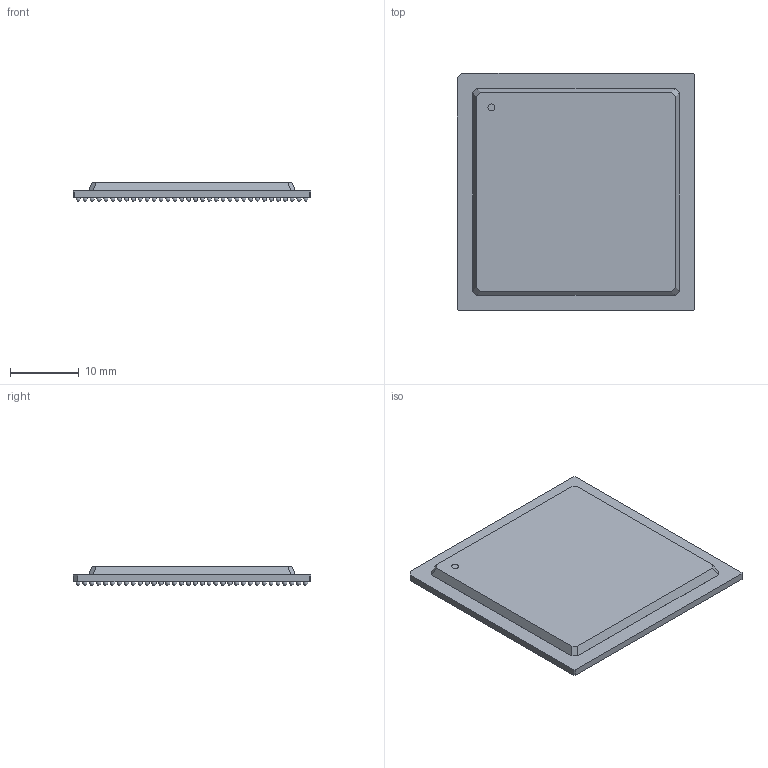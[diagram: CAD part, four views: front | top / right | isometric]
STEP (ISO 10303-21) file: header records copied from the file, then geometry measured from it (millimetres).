
FILE_DESCRIPTION(/* description */ ('model of BGA-1156_35.0x35.0mm_Layout34x34_P1.0mm'),/* implementation_level */ '2;1');
FILE_NAME(/* name */ 'BGA-1156_35.0x35.0mm_Layout34x34_P1.0mm.step',/* time_stamp */ '2017-12-08T18:33:39',/* author */ ('kicad StepUp','ksu'),/* organization */ ('FreeCAD'),/* preprocessor_version */ 'OCC',/* originating_system */ 'kicad StepUp',/* authorisation */ '');
FILE_SCHEMA(('AUTOMOTIVE_DESIGN { 1 0 10303 214 1 1 1 1 }'));
Length unit declared in the file: millimetre
Products named in the file (1): BGA_1156_350x350mm_Layout34x34_P10mm
Bounding box: 34.5 x 34.5 x 2.71 mm (x, y, z)
Volume: 2243.9 mm3; surface area: 2717.3 mm2
Topology: 1 solids, 1 shells, 161 faces, 463 edges, 306 vertices
Faces by surface type: sphere 132, plane 24, bspline 4, cylinder 1
Full cylindrical faces by diameter (mm): 1 x1
Entity records: 5893 total; most frequent: DIRECTION 905, CARTESIAN_POINT 819, ORIENTED_EDGE 662, AXIS2_PLACEMENT_3D 424, EDGE_CURVE 331, VERTEX_POINT 306, FACE_BOUND 295, EDGE_LOOP 295
